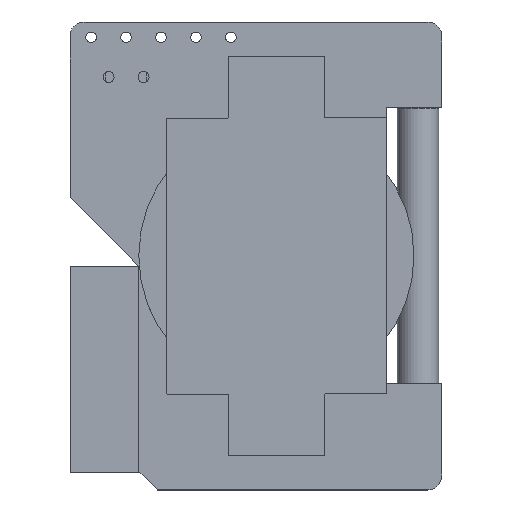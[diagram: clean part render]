
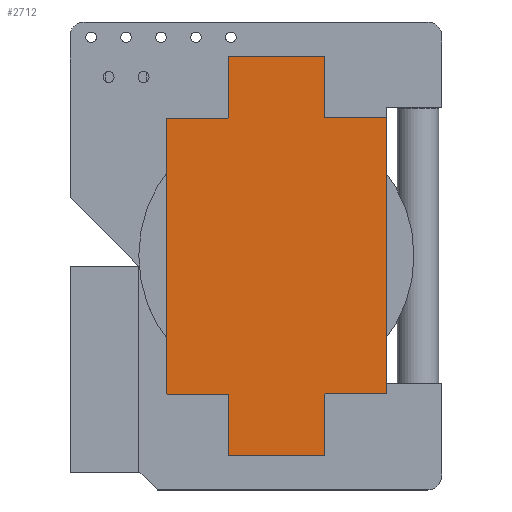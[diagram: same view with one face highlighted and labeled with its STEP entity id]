
A CAD part, top view. The second image highlights one B-rep face of the part: STEP entity #2712.
In plain terms, the highlighted planar face has unit normal (0, 0, 1).
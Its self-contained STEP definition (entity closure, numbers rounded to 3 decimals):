
#2199 = VERTEX_POINT('',#2200);
#2200 = CARTESIAN_POINT('',(3.5,-14.5,5.5));
#2206 = EDGE_CURVE('',#2199,#2207,#2209,.T.);
#2207 = VERTEX_POINT('',#2208);
#2208 = CARTESIAN_POINT('',(-3.5,-14.5,5.5));
#2209 = LINE('',#2210,#2211);
#2210 = CARTESIAN_POINT('',(3.5,-14.5,5.5));
#2211 = VECTOR('',#2212,1.);
#2212 = DIRECTION('',(-1.,0.,0.));
#2237 = EDGE_CURVE('',#2207,#2238,#2240,.T.);
#2238 = VERTEX_POINT('',#2239);
#2239 = CARTESIAN_POINT('',(-3.5,-10.056,5.5));
#2240 = LINE('',#2241,#2242);
#2241 = CARTESIAN_POINT('',(-3.5,-14.5,5.5));
#2242 = VECTOR('',#2243,1.);
#2243 = DIRECTION('',(0.,1.,0.));
#2268 = EDGE_CURVE('',#2238,#2269,#2271,.T.);
#2269 = VERTEX_POINT('',#2270);
#2270 = CARTESIAN_POINT('',(-7.944,-10.056,5.5));
#2271 = LINE('',#2272,#2273);
#2272 = CARTESIAN_POINT('',(-3.5,-10.056,5.5));
#2273 = VECTOR('',#2274,1.);
#2274 = DIRECTION('',(-1.,0.,0.));
#2299 = EDGE_CURVE('',#2269,#2300,#2302,.T.);
#2300 = VERTEX_POINT('',#2301);
#2301 = CARTESIAN_POINT('',(-8.,-10.,5.5));
#2302 = LINE('',#2303,#2304);
#2303 = CARTESIAN_POINT('',(-7.944,-10.056,5.5));
#2304 = VECTOR('',#2305,1.);
#2305 = DIRECTION('',(-0.707,0.707,0.));
#2330 = EDGE_CURVE('',#2300,#2331,#2333,.T.);
#2331 = VERTEX_POINT('',#2332);
#2332 = CARTESIAN_POINT('',(-8.,10.,5.5));
#2333 = LINE('',#2334,#2335);
#2334 = CARTESIAN_POINT('',(-8.,-10.,5.5));
#2335 = VECTOR('',#2336,1.);
#2336 = DIRECTION('',(0.,1.,0.));
#2361 = EDGE_CURVE('',#2331,#2362,#2364,.T.);
#2362 = VERTEX_POINT('',#2363);
#2363 = CARTESIAN_POINT('',(-3.556,10.,5.5));
#2364 = LINE('',#2365,#2366);
#2365 = CARTESIAN_POINT('',(-8.,10.,5.5));
#2366 = VECTOR('',#2367,1.);
#2367 = DIRECTION('',(1.,0.,0.));
#2392 = EDGE_CURVE('',#2362,#2393,#2395,.T.);
#2393 = VERTEX_POINT('',#2394);
#2394 = CARTESIAN_POINT('',(-3.5,10.056,5.5));
#2395 = LINE('',#2396,#2397);
#2396 = CARTESIAN_POINT('',(-3.556,10.,5.5));
#2397 = VECTOR('',#2398,1.);
#2398 = DIRECTION('',(0.707,0.707,0.));
#2423 = EDGE_CURVE('',#2393,#2424,#2426,.T.);
#2424 = VERTEX_POINT('',#2425);
#2425 = CARTESIAN_POINT('',(-3.5,14.5,5.5));
#2426 = LINE('',#2427,#2428);
#2427 = CARTESIAN_POINT('',(-3.5,10.056,5.5));
#2428 = VECTOR('',#2429,1.);
#2429 = DIRECTION('',(0.,1.,0.));
#2454 = EDGE_CURVE('',#2424,#2455,#2457,.T.);
#2455 = VERTEX_POINT('',#2456);
#2456 = CARTESIAN_POINT('',(3.5,14.5,5.5));
#2457 = LINE('',#2458,#2459);
#2458 = CARTESIAN_POINT('',(-3.5,14.5,5.5));
#2459 = VECTOR('',#2460,1.);
#2460 = DIRECTION('',(1.,0.,0.));
#2485 = EDGE_CURVE('',#2455,#2486,#2488,.T.);
#2486 = VERTEX_POINT('',#2487);
#2487 = CARTESIAN_POINT('',(3.5,10.056,5.5));
#2488 = LINE('',#2489,#2490);
#2489 = CARTESIAN_POINT('',(3.5,14.5,5.5));
#2490 = VECTOR('',#2491,1.);
#2491 = DIRECTION('',(0.,-1.,0.));
#2516 = EDGE_CURVE('',#2486,#2517,#2519,.T.);
#2517 = VERTEX_POINT('',#2518);
#2518 = CARTESIAN_POINT('',(7.944,10.056,5.5));
#2519 = LINE('',#2520,#2521);
#2520 = CARTESIAN_POINT('',(3.5,10.056,5.5));
#2521 = VECTOR('',#2522,1.);
#2522 = DIRECTION('',(1.,0.,0.));
#2547 = EDGE_CURVE('',#2517,#2548,#2550,.T.);
#2548 = VERTEX_POINT('',#2549);
#2549 = CARTESIAN_POINT('',(8.,10.,5.5));
#2550 = LINE('',#2551,#2552);
#2551 = CARTESIAN_POINT('',(7.944,10.056,5.5));
#2552 = VECTOR('',#2553,1.);
#2553 = DIRECTION('',(0.707,-0.707,0.));
#2578 = EDGE_CURVE('',#2548,#2579,#2581,.T.);
#2579 = VERTEX_POINT('',#2580);
#2580 = CARTESIAN_POINT('',(8.,-10.,5.5));
#2581 = LINE('',#2582,#2583);
#2582 = CARTESIAN_POINT('',(8.,10.,5.5));
#2583 = VECTOR('',#2584,1.);
#2584 = DIRECTION('',(0.,-1.,0.));
#2609 = EDGE_CURVE('',#2579,#2610,#2612,.T.);
#2610 = VERTEX_POINT('',#2611);
#2611 = CARTESIAN_POINT('',(3.556,-10.,5.5));
#2612 = LINE('',#2613,#2614);
#2613 = CARTESIAN_POINT('',(8.,-10.,5.5));
#2614 = VECTOR('',#2615,1.);
#2615 = DIRECTION('',(-1.,0.,0.));
#2640 = EDGE_CURVE('',#2610,#2641,#2643,.T.);
#2641 = VERTEX_POINT('',#2642);
#2642 = CARTESIAN_POINT('',(3.5,-10.056,5.5));
#2643 = LINE('',#2644,#2645);
#2644 = CARTESIAN_POINT('',(3.556,-10.,5.5));
#2645 = VECTOR('',#2646,1.);
#2646 = DIRECTION('',(-0.707,-0.707,0.));
#2671 = EDGE_CURVE('',#2641,#2199,#2672,.T.);
#2672 = LINE('',#2673,#2674);
#2673 = CARTESIAN_POINT('',(3.5,-10.056,5.5));
#2674 = VECTOR('',#2675,1.);
#2675 = DIRECTION('',(0.,-1.,0.));
#2712 = ADVANCED_FACE('',(#2713),#2731,.T.);
#2713 = FACE_BOUND('',#2714,.F.);
#2714 = EDGE_LOOP('',(#2715,#2716,#2717,#2718,#2719,#2720,#2721,#2722,
    #2723,#2724,#2725,#2726,#2727,#2728,#2729,#2730));
#2715 = ORIENTED_EDGE('',*,*,#2206,.T.);
#2716 = ORIENTED_EDGE('',*,*,#2237,.T.);
#2717 = ORIENTED_EDGE('',*,*,#2268,.T.);
#2718 = ORIENTED_EDGE('',*,*,#2299,.T.);
#2719 = ORIENTED_EDGE('',*,*,#2330,.T.);
#2720 = ORIENTED_EDGE('',*,*,#2361,.T.);
#2721 = ORIENTED_EDGE('',*,*,#2392,.T.);
#2722 = ORIENTED_EDGE('',*,*,#2423,.T.);
#2723 = ORIENTED_EDGE('',*,*,#2454,.T.);
#2724 = ORIENTED_EDGE('',*,*,#2485,.T.);
#2725 = ORIENTED_EDGE('',*,*,#2516,.T.);
#2726 = ORIENTED_EDGE('',*,*,#2547,.T.);
#2727 = ORIENTED_EDGE('',*,*,#2578,.T.);
#2728 = ORIENTED_EDGE('',*,*,#2609,.T.);
#2729 = ORIENTED_EDGE('',*,*,#2640,.T.);
#2730 = ORIENTED_EDGE('',*,*,#2671,.T.);
#2731 = PLANE('',#2732);
#2732 = AXIS2_PLACEMENT_3D('',#2733,#2734,#2735);
#2733 = CARTESIAN_POINT('',(3.5,-14.5,5.5));
#2734 = DIRECTION('',(0.,0.,1.));
#2735 = DIRECTION('',(1.,0.,0.));
